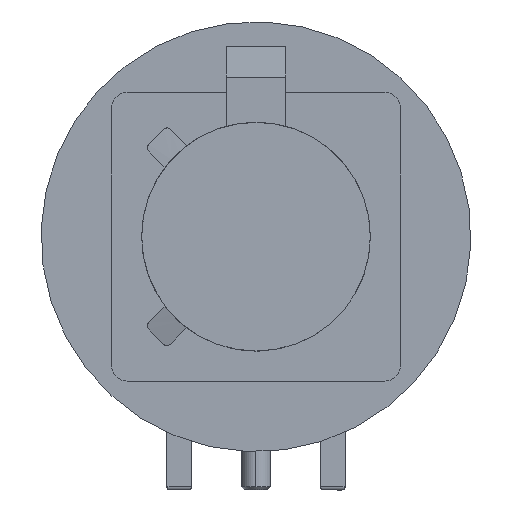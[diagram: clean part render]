
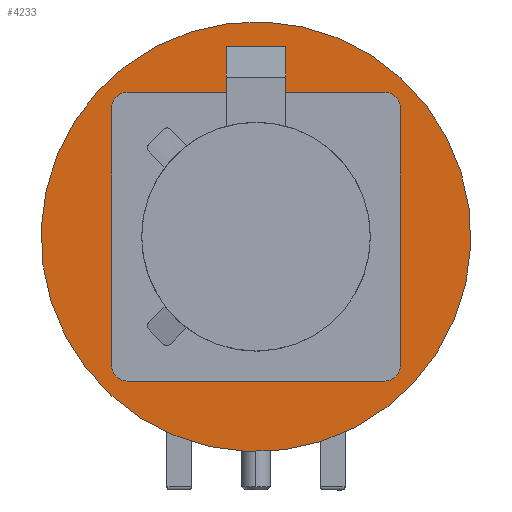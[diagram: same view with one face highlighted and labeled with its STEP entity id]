
A CAD part, left-side view. The second image highlights one B-rep face of the part: STEP entity #4233.
In plain terms, the highlighted planar face has unit normal (-1, 0, 0).
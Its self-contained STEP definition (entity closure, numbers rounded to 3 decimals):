
#68 = EDGE_CURVE ( 'NONE', #4347, #3484, #5298, .T. ) ;
#78 = ORIENTED_EDGE ( 'NONE', *, *, #68, .F. ) ;
#89 = ORIENTED_EDGE ( 'NONE', *, *, #2465, .F. ) ;
#140 = DIRECTION ( 'NONE',  ( 1., 0., 0. ) ) ;
#146 = DIRECTION ( 'NONE',  ( 0., 0.277, -0.961 ) ) ;
#158 = CARTESIAN_POINT ( 'NONE',  ( 10.12, 2.874, 5.198 ) ) ;
#214 = FACE_OUTER_BOUND ( 'NONE', #3155, .T. ) ;
#226 = CIRCLE ( 'NONE', #1438, 0.5 ) ;
#234 = DIRECTION ( 'NONE',  ( 0., -0.782, -0.623 ) ) ;
#257 = AXIS2_PLACEMENT_3D ( 'NONE', #5460, #2883, #234 ) ;
#283 = ORIENTED_EDGE ( 'NONE', *, *, #2612, .F. ) ;
#321 = VECTOR ( 'NONE', #1601, 1000. ) ;
#346 = DIRECTION ( 'NONE',  ( 1., 0., 0. ) ) ;
#535 = CIRCLE ( 'NONE', #4089, 7. ) ;
#634 = DIRECTION ( 'NONE',  ( 0., 0.277, -0.961 ) ) ;
#670 = VECTOR ( 'NONE', #5135, 1000. ) ;
#736 = CARTESIAN_POINT ( 'NONE',  ( 10.12, -5.336, 3.354 ) ) ;
#856 = DIRECTION ( 'NONE',  ( 0., -0.782, -0.623 ) ) ;
#858 = ORIENTED_EDGE ( 'NONE', *, *, #5612, .T. ) ;
#995 = CARTESIAN_POINT ( 'NONE',  ( 10.12, -2.874, -5.198 ) ) ;
#1049 = CARTESIAN_POINT ( 'NONE',  ( 10.12, -2.726, -7.517 ) ) ;
#1090 = VERTEX_POINT ( 'NONE', #3571 ) ;
#1278 = FACE_BOUND ( 'NONE', #3654, .T. ) ;
#1363 = VERTEX_POINT ( 'NONE', #4650 ) ;
#1438 = AXIS2_PLACEMENT_3D ( 'NONE', #995, #4043, #1452 ) ;
#1452 = DIRECTION ( 'NONE',  ( 0., 0.961, 0.277 ) ) ;
#1601 = DIRECTION ( 'NONE',  ( 0., 0.961, 0.277 ) ) ;
#1661 = VERTEX_POINT ( 'NONE', #2667 ) ;
#1716 = CARTESIAN_POINT ( 'NONE',  ( 10.12, 5.336, -3.354 ) ) ;
#1800 = VECTOR ( 'NONE', #146, 1000. ) ;
#1835 = EDGE_CURVE ( 'NONE', #1363, #1661, #2941, .T. ) ;
#1971 = EDGE_CURVE ( 'NONE', #3664, #2139, #4564, .T. ) ;
#2139 = VERTEX_POINT ( 'NONE', #1716 ) ;
#2142 = CARTESIAN_POINT ( 'NONE',  ( 10.12, 1.268, 5.256 ) ) ;
#2258 = CIRCLE ( 'NONE', #257, 7. ) ;
#2339 = EDGE_CURVE ( 'NONE', #3498, #1363, #2802, .T. ) ;
#2352 = VECTOR ( 'NONE', #2562, 1000. ) ;
#2361 = EDGE_CURVE ( 'NONE', #4347, #5245, #2665, .T. ) ;
#2446 = AXIS2_PLACEMENT_3D ( 'NONE', #4751, #3474, #856 ) ;
#2465 = EDGE_CURVE ( 'NONE', #1090, #2521, #2258, .T. ) ;
#2521 = VERTEX_POINT ( 'NONE', #2914 ) ;
#2562 = DIRECTION ( 'NONE',  ( 0., -0.961, -0.277 ) ) ;
#2586 = DIRECTION ( 'NONE',  ( 1., 0., 0. ) ) ;
#2603 = CARTESIAN_POINT ( 'NONE',  ( 10.12, 2.736, 5.679 ) ) ;
#2612 = EDGE_CURVE ( 'NONE', #2521, #1090, #535, .T. ) ;
#2661 = EDGE_CURVE ( 'NONE', #2139, #3484, #4904, .T. ) ;
#2665 = CIRCLE ( 'NONE', #4482, 0.5 ) ;
#2667 = CARTESIAN_POINT ( 'NONE',  ( 10.12, -3.354, -5.336 ) ) ;
#2790 = CARTESIAN_POINT ( 'NONE',  ( 10.12, -5.198, 2.874 ) ) ;
#2802 = CIRCLE ( 'NONE', #3889, 0.5 ) ;
#2883 = DIRECTION ( 'NONE',  ( 1., 0., 0. ) ) ;
#2914 = CARTESIAN_POINT ( 'NONE',  ( 10.12, 5.477, 4.359 ) ) ;
#2941 = LINE ( 'NONE', #1049, #1800 ) ;
#2987 = CARTESIAN_POINT ( 'NONE',  ( 10.12, 0., 0. ) ) ;
#2992 = CARTESIAN_POINT ( 'NONE',  ( 10.12, 3.216, 5.817 ) ) ;
#3058 = ORIENTED_EDGE ( 'NONE', *, *, #2361, .T. ) ;
#3141 = ORIENTED_EDGE ( 'NONE', *, *, #2661, .T. ) ;
#3146 = CARTESIAN_POINT ( 'NONE',  ( 10.12, 3.354, 5.336 ) ) ;
#3155 = EDGE_LOOP ( 'NONE', ( #89, #283 ) ) ;
#3239 = DIRECTION ( 'NONE',  ( 0., 0.277, -0.961 ) ) ;
#3250 = EDGE_CURVE ( 'NONE', #1661, #3664, #226, .T. ) ;
#3253 = DIRECTION ( 'NONE',  ( 1., 0., 0. ) ) ;
#3423 = DIRECTION ( 'NONE',  ( 0., -0.782, -0.623 ) ) ;
#3446 = ORIENTED_EDGE ( 'NONE', *, *, #3250, .T. ) ;
#3447 = PLANE ( 'NONE',  #2446 ) ;
#3474 = DIRECTION ( 'NONE',  ( 1., 0., 0. ) ) ;
#3484 = VERTEX_POINT ( 'NONE', #4631 ) ;
#3498 = VERTEX_POINT ( 'NONE', #736 ) ;
#3571 = CARTESIAN_POINT ( 'NONE',  ( 10.12, -5.477, -4.359 ) ) ;
#3654 = EDGE_LOOP ( 'NONE', ( #3058, #858, #4331, #5535, #3446, #5486, #3141, #78 ) ) ;
#3664 = VERTEX_POINT ( 'NONE', #3910 ) ;
#3889 = AXIS2_PLACEMENT_3D ( 'NONE', #2790, #140, #3239 ) ;
#3910 = CARTESIAN_POINT ( 'NONE',  ( 10.12, -2.736, -5.679 ) ) ;
#4043 = DIRECTION ( 'NONE',  ( 1., 0., 0. ) ) ;
#4089 = AXIS2_PLACEMENT_3D ( 'NONE', #2987, #346, #3423 ) ;
#4194 = CARTESIAN_POINT ( 'NONE',  ( 10.12, 3.869, -3.777 ) ) ;
#4233 = ADVANCED_FACE ( 'NONE', ( #1278, #214 ), #3447, .F. ) ;
#4331 = ORIENTED_EDGE ( 'NONE', *, *, #2339, .T. ) ;
#4347 = VERTEX_POINT ( 'NONE', #3146 ) ;
#4482 = AXIS2_PLACEMENT_3D ( 'NONE', #158, #3253, #634 ) ;
#4564 = LINE ( 'NONE', #4194, #321 ) ;
#4631 = CARTESIAN_POINT ( 'NONE',  ( 10.12, 5.679, -2.736 ) ) ;
#4644 = LINE ( 'NONE', #2142, #2352 ) ;
#4650 = CARTESIAN_POINT ( 'NONE',  ( 10.12, -5.679, 2.736 ) ) ;
#4751 = CARTESIAN_POINT ( 'NONE',  ( 10.12, 4.359, -5.477 ) ) ;
#4904 = CIRCLE ( 'NONE', #4952, 0.5 ) ;
#4952 = AXIS2_PLACEMENT_3D ( 'NONE', #5178, #2586, #5600 ) ;
#5135 = DIRECTION ( 'NONE',  ( 0., 0.277, -0.961 ) ) ;
#5178 = CARTESIAN_POINT ( 'NONE',  ( 10.12, 5.198, -2.874 ) ) ;
#5245 = VERTEX_POINT ( 'NONE', #2603 ) ;
#5298 = LINE ( 'NONE', #2992, #670 ) ;
#5460 = CARTESIAN_POINT ( 'NONE',  ( 10.12, 0., 0. ) ) ;
#5486 = ORIENTED_EDGE ( 'NONE', *, *, #1971, .T. ) ;
#5535 = ORIENTED_EDGE ( 'NONE', *, *, #1835, .T. ) ;
#5600 = DIRECTION ( 'NONE',  ( 0., 0.961, 0.277 ) ) ;
#5612 = EDGE_CURVE ( 'NONE', #5245, #3498, #4644, .T. ) ;
